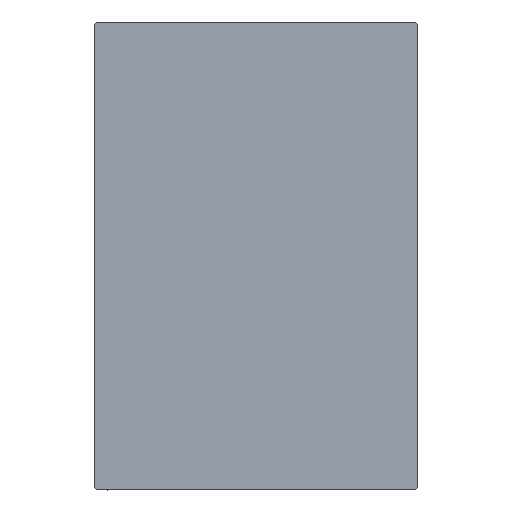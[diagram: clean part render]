
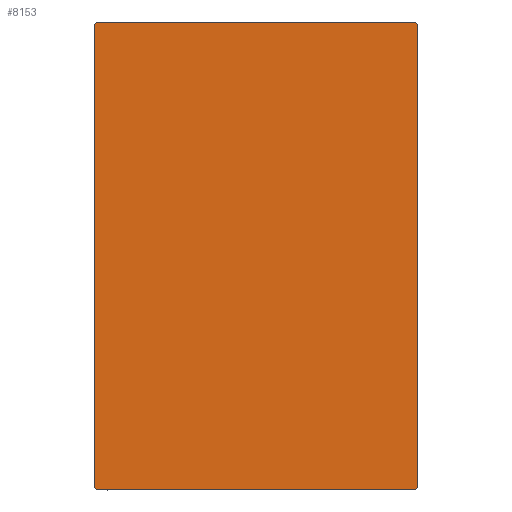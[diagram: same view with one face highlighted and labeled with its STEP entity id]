
A CAD part, left-side view. The second image highlights one B-rep face of the part: STEP entity #8153.
In plain terms, the highlighted face is planar.
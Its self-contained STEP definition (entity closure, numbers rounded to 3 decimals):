
#2223 = CARTESIAN_POINT ( 'NONE',  ( 170., 22.5, -32.2 ) ) ;
#3416 = CARTESIAN_POINT ( 'NONE',  ( 170., 22.5, -32.5 ) ) ;
#4694 = CARTESIAN_POINT ( 'NONE',  ( 170., -22.5, -32.5 ) ) ;
#5986 = CARTESIAN_POINT ( 'NONE',  ( 170., -27.35, 27.35 ) ) ;
#6013 = VERTEX_POINT ( 'NONE', #26803 ) ;
#6116 = CARTESIAN_POINT ( 'NONE',  ( 170., -22.5, 32.2 ) ) ;
#6420 = LINE ( 'NONE', #10190, #37524 ) ;
#6501 = VERTEX_POINT ( 'NONE', #36271 ) ;
#6746 = LINE ( 'NONE', #3416, #43190 ) ;
#7111 = DIRECTION ( 'NONE',  ( 0., 0., -1. ) ) ;
#7307 = DIRECTION ( 'NONE',  ( 0., -0.707, 0.707 ) ) ;
#7862 = ORIENTED_EDGE ( 'NONE', *, *, #9538, .T. ) ;
#8153 = ADVANCED_FACE ( 'NONE', ( #12523 ), #12734, .T. ) ;
#8998 = EDGE_CURVE ( 'NONE', #9395, #29830, #6746, .T. ) ;
#9395 = VERTEX_POINT ( 'NONE', #2223 ) ;
#9401 = DIRECTION ( 'NONE',  ( 1., 0., 0. ) ) ;
#9526 = LINE ( 'NONE', #5986, #19204 ) ;
#9538 = EDGE_CURVE ( 'NONE', #29830, #39661, #6420, .T. ) ;
#9727 = ORIENTED_EDGE ( 'NONE', *, *, #8998, .T. ) ;
#9763 = ORIENTED_EDGE ( 'NONE', *, *, #34234, .T. ) ;
#10190 = CARTESIAN_POINT ( 'NONE',  ( 170., 27.35, 27.35 ) ) ;
#10952 = CARTESIAN_POINT ( 'NONE',  ( 170., 22.5, 32.2 ) ) ;
#12523 = FACE_OUTER_BOUND ( 'NONE', #43389, .T. ) ;
#12734 = PLANE ( 'NONE',  #26848 ) ;
#13014 = LINE ( 'NONE', #19669, #26468 ) ;
#13912 = EDGE_CURVE ( 'NONE', #6013, #33789, #9526, .T. ) ;
#14193 = ORIENTED_EDGE ( 'NONE', *, *, #39138, .T. ) ;
#14456 = DIRECTION ( 'NONE',  ( 0., 1., 0. ) ) ;
#15511 = CARTESIAN_POINT ( 'NONE',  ( 170., -22.2, -32.5 ) ) ;
#15541 = DIRECTION ( 'NONE',  ( 0., -0.707, -0.707 ) ) ;
#18267 = DIRECTION ( 'NONE',  ( 0., 0.707, 0.707 ) ) ;
#18415 = CARTESIAN_POINT ( 'NONE',  ( 170., -27.35, -27.35 ) ) ;
#19056 = ORIENTED_EDGE ( 'NONE', *, *, #22541, .T. ) ;
#19204 = VECTOR ( 'NONE', #15541, 1000. ) ;
#19669 = CARTESIAN_POINT ( 'NONE',  ( 170., 22.5, 32.5 ) ) ;
#19987 = CARTESIAN_POINT ( 'NONE',  ( 170., -22.5, 32.5 ) ) ;
#22541 = EDGE_CURVE ( 'NONE', #28246, #37364, #43557, .T. ) ;
#22948 = DIRECTION ( 'NONE',  ( 0., 0., -1. ) ) ;
#25577 = LINE ( 'NONE', #28913, #35207 ) ;
#26137 = EDGE_CURVE ( 'NONE', #39661, #6013, #13014, .T. ) ;
#26468 = VECTOR ( 'NONE', #36993, 1000. ) ;
#26614 = CARTESIAN_POINT ( 'NONE',  ( 170., 22.2, -32.5 ) ) ;
#26803 = CARTESIAN_POINT ( 'NONE',  ( 170., -22.2, 32.5 ) ) ;
#26848 = AXIS2_PLACEMENT_3D ( 'NONE', #39833, #9401, #22948 ) ;
#26897 = CARTESIAN_POINT ( 'NONE',  ( 170., 22.2, 32.5 ) ) ;
#27120 = ORIENTED_EDGE ( 'NONE', *, *, #26137, .T. ) ;
#28246 = VERTEX_POINT ( 'NONE', #15511 ) ;
#28407 = DIRECTION ( 'NONE',  ( 0., 0.707, -0.707 ) ) ;
#28913 = CARTESIAN_POINT ( 'NONE',  ( 170., 27.35, -27.35 ) ) ;
#29830 = VERTEX_POINT ( 'NONE', #10952 ) ;
#30634 = LINE ( 'NONE', #18415, #32107 ) ;
#31169 = DIRECTION ( 'NONE',  ( 0., 0., 1. ) ) ;
#32107 = VECTOR ( 'NONE', #28407, 1000. ) ;
#33789 = VERTEX_POINT ( 'NONE', #6116 ) ;
#34081 = ORIENTED_EDGE ( 'NONE', *, *, #41144, .T. ) ;
#34234 = EDGE_CURVE ( 'NONE', #37364, #9395, #25577, .T. ) ;
#35207 = VECTOR ( 'NONE', #18267, 1000. ) ;
#36271 = CARTESIAN_POINT ( 'NONE',  ( 170., -22.5, -32.2 ) ) ;
#36993 = DIRECTION ( 'NONE',  ( 0., -1., 0. ) ) ;
#37364 = VERTEX_POINT ( 'NONE', #26614 ) ;
#37524 = VECTOR ( 'NONE', #7307, 1000. ) ;
#37831 = VECTOR ( 'NONE', #7111, 1000. ) ;
#39138 = EDGE_CURVE ( 'NONE', #33789, #6501, #41089, .T. ) ;
#39661 = VERTEX_POINT ( 'NONE', #26897 ) ;
#39833 = CARTESIAN_POINT ( 'NONE',  ( 170., 0., 0. ) ) ;
#41089 = LINE ( 'NONE', #19987, #37831 ) ;
#41144 = EDGE_CURVE ( 'NONE', #6501, #28246, #30634, .T. ) ;
#43190 = VECTOR ( 'NONE', #31169, 1000. ) ;
#43389 = EDGE_LOOP ( 'NONE', ( #19056, #9763, #9727, #7862, #27120, #43423, #14193, #34081 ) ) ;
#43403 = VECTOR ( 'NONE', #14456, 1000. ) ;
#43423 = ORIENTED_EDGE ( 'NONE', *, *, #13912, .T. ) ;
#43557 = LINE ( 'NONE', #4694, #43403 ) ;
